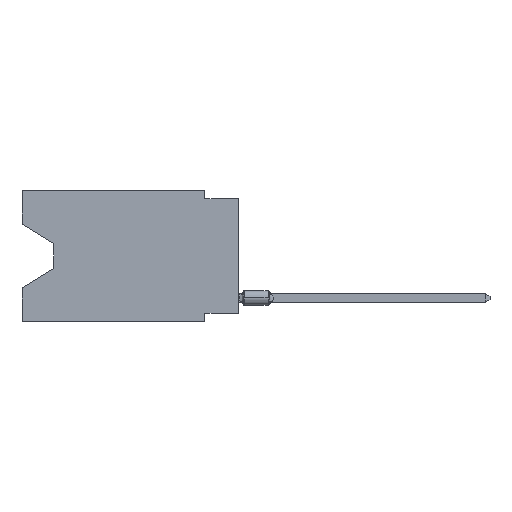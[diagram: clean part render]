
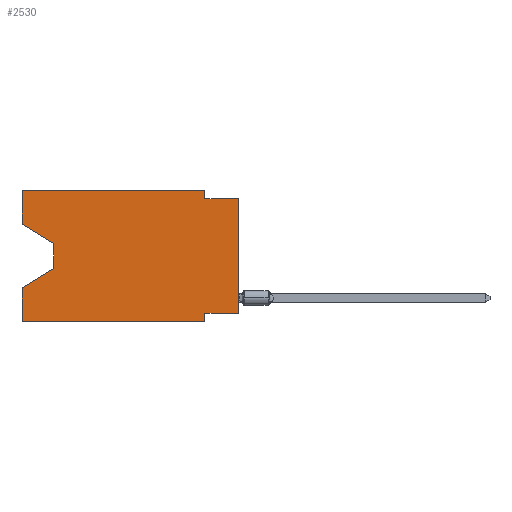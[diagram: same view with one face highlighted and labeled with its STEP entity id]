
A CAD part, left-side view. The second image highlights one B-rep face of the part: STEP entity #2530.
In plain terms, the highlighted planar face has unit normal (-1, 0, 0).
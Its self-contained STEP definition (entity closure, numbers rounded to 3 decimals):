
#642 = LINE ( 'NONE', #28822, #13609 ) ;
#729 = LINE ( 'NONE', #14960, #5538 ) ;
#951 = ORIENTED_EDGE ( 'NONE', *, *, #19478, .T. ) ;
#1028 = DIRECTION ( 'NONE',  ( 0., -1., 0. ) ) ;
#1069 = CARTESIAN_POINT ( 'NONE',  ( 0., 16.383, -2.546 ) ) ;
#1103 = VERTEX_POINT ( 'NONE', #1799 ) ;
#1364 = EDGE_CURVE ( 'NONE', #25353, #7557, #8238, .T. ) ;
#1416 = DIRECTION ( 'NONE',  ( 0., 0., -1. ) ) ;
#1643 = CARTESIAN_POINT ( 'NONE',  ( 0., 0., 0. ) ) ;
#1752 = VECTOR ( 'NONE', #12240, 1000. ) ;
#1799 = CARTESIAN_POINT ( 'NONE',  ( 0., 16.383, -9.906 ) ) ;
#1853 = LINE ( 'NONE', #27083, #18636 ) ;
#2530 = ADVANCED_FACE ( 'NONE', ( #10425 ), #2845, .F. ) ;
#2845 = PLANE ( 'NONE',  #19581 ) ;
#2946 = VERTEX_POINT ( 'NONE', #26715 ) ;
#3076 = VERTEX_POINT ( 'NONE', #4538 ) ;
#3170 = EDGE_CURVE ( 'NONE', #2946, #5883, #642, .T. ) ;
#3176 = EDGE_CURVE ( 'NONE', #1103, #21939, #26178, .T. ) ;
#3200 = LINE ( 'NONE', #7689, #22834 ) ;
#3208 = CARTESIAN_POINT ( 'NONE',  ( 0., 16.383, 0. ) ) ;
#3707 = VERTEX_POINT ( 'NONE', #14524 ) ;
#4105 = EDGE_CURVE ( 'NONE', #7557, #3076, #3200, .T. ) ;
#4538 = CARTESIAN_POINT ( 'NONE',  ( 0., 0., -0.635 ) ) ;
#4612 = CARTESIAN_POINT ( 'NONE',  ( 0., 16.383, -7.36 ) ) ;
#4716 = VERTEX_POINT ( 'NONE', #5591 ) ;
#4892 = ORIENTED_EDGE ( 'NONE', *, *, #27436, .T. ) ;
#5252 = CARTESIAN_POINT ( 'NONE',  ( 0., 13.97, -4.013 ) ) ;
#5310 = ORIENTED_EDGE ( 'NONE', *, *, #4105, .F. ) ;
#5538 = VECTOR ( 'NONE', #18989, 1000. ) ;
#5561 = DIRECTION ( 'NONE',  ( 0., -0.855, -0.519 ) ) ;
#5591 = CARTESIAN_POINT ( 'NONE',  ( 0., 2.54, -9.906 ) ) ;
#5883 = VERTEX_POINT ( 'NONE', #24329 ) ;
#6991 = CARTESIAN_POINT ( 'NONE',  ( 0., 2.54, -9.906 ) ) ;
#7522 = ORIENTED_EDGE ( 'NONE', *, *, #1364, .F. ) ;
#7538 = CARTESIAN_POINT ( 'NONE',  ( 0., 13.97, -5.893 ) ) ;
#7557 = VERTEX_POINT ( 'NONE', #9230 ) ;
#7689 = CARTESIAN_POINT ( 'NONE',  ( 0., 0., -0.635 ) ) ;
#7850 = LINE ( 'NONE', #3208, #12969 ) ;
#8074 = VERTEX_POINT ( 'NONE', #13080 ) ;
#8238 = LINE ( 'NONE', #13181, #26427 ) ;
#9051 = EDGE_CURVE ( 'NONE', #29189, #25353, #7850, .T. ) ;
#9087 = EDGE_CURVE ( 'NONE', #3707, #29189, #729, .T. ) ;
#9230 = CARTESIAN_POINT ( 'NONE',  ( 0., 2.54, -0.635 ) ) ;
#10425 = FACE_OUTER_BOUND ( 'NONE', #23416, .T. ) ;
#12240 = DIRECTION ( 'NONE',  ( 0., 0., 1. ) ) ;
#12957 = VECTOR ( 'NONE', #29518, 1000. ) ;
#12969 = VECTOR ( 'NONE', #21617, 1000. ) ;
#13080 = CARTESIAN_POINT ( 'NONE',  ( 0., 13.97, -5.893 ) ) ;
#13181 = CARTESIAN_POINT ( 'NONE',  ( 0., 2.54, 0. ) ) ;
#13609 = VECTOR ( 'NONE', #19059, 1000. ) ;
#13951 = DIRECTION ( 'NONE',  ( 0., 0., -1. ) ) ;
#14524 = CARTESIAN_POINT ( 'NONE',  ( 0., 16.383, -2.546 ) ) ;
#14960 = CARTESIAN_POINT ( 'NONE',  ( 0., 16.383, 0. ) ) ;
#15039 = EDGE_CURVE ( 'NONE', #20740, #8074, #17210, .T. ) ;
#16706 = VECTOR ( 'NONE', #19700, 1000. ) ;
#17210 = LINE ( 'NONE', #27125, #16706 ) ;
#17311 = LINE ( 'NONE', #1069, #26058 ) ;
#18597 = LINE ( 'NONE', #6991, #29401 ) ;
#18636 = VECTOR ( 'NONE', #20440, 1000. ) ;
#18959 = ORIENTED_EDGE ( 'NONE', *, *, #28321, .F. ) ;
#18989 = DIRECTION ( 'NONE',  ( 0., 0., 1. ) ) ;
#19059 = DIRECTION ( 'NONE',  ( 0., 1., 0. ) ) ;
#19478 = EDGE_CURVE ( 'NONE', #3707, #20740, #17311, .T. ) ;
#19581 = AXIS2_PLACEMENT_3D ( 'NONE', #19880, #28697, #26373 ) ;
#19700 = DIRECTION ( 'NONE',  ( 0., 0., -1. ) ) ;
#19767 = ORIENTED_EDGE ( 'NONE', *, *, #3170, .F. ) ;
#19845 = EDGE_CURVE ( 'NONE', #8074, #21939, #24103, .T. ) ;
#19880 = CARTESIAN_POINT ( 'NONE',  ( 0., 16.383, 0. ) ) ;
#20404 = ORIENTED_EDGE ( 'NONE', *, *, #3176, .F. ) ;
#20440 = DIRECTION ( 'NONE',  ( 0., -1., 0. ) ) ;
#20740 = VERTEX_POINT ( 'NONE', #5252 ) ;
#21307 = DIRECTION ( 'NONE',  ( 0., 0.855, -0.519 ) ) ;
#21530 = CARTESIAN_POINT ( 'NONE',  ( 0., 16.383, 0. ) ) ;
#21617 = DIRECTION ( 'NONE',  ( 0., -1., 0. ) ) ;
#21939 = VERTEX_POINT ( 'NONE', #4612 ) ;
#21973 = CARTESIAN_POINT ( 'NONE',  ( 0., 16.383, 0. ) ) ;
#22619 = ORIENTED_EDGE ( 'NONE', *, *, #15039, .T. ) ;
#22676 = VECTOR ( 'NONE', #21307, 1000. ) ;
#22834 = VECTOR ( 'NONE', #1028, 1000. ) ;
#23416 = EDGE_LOOP ( 'NONE', ( #951, #22619, #23940, #20404, #4892, #18959, #19767, #27159, #5310, #7522, #29703, #26336 ) ) ;
#23940 = ORIENTED_EDGE ( 'NONE', *, *, #19845, .T. ) ;
#24103 = LINE ( 'NONE', #7538, #22676 ) ;
#24329 = CARTESIAN_POINT ( 'NONE',  ( 0., 2.54, -9.271 ) ) ;
#24388 = EDGE_CURVE ( 'NONE', #2946, #3076, #29980, .T. ) ;
#25353 = VERTEX_POINT ( 'NONE', #30021 ) ;
#26058 = VECTOR ( 'NONE', #5561, 1000. ) ;
#26178 = LINE ( 'NONE', #21530, #1752 ) ;
#26336 = ORIENTED_EDGE ( 'NONE', *, *, #9087, .F. ) ;
#26373 = DIRECTION ( 'NONE',  ( 0., 0., -1. ) ) ;
#26427 = VECTOR ( 'NONE', #1416, 1000. ) ;
#26715 = CARTESIAN_POINT ( 'NONE',  ( 0., 0., -9.271 ) ) ;
#27083 = CARTESIAN_POINT ( 'NONE',  ( 0., 16.383, -9.906 ) ) ;
#27125 = CARTESIAN_POINT ( 'NONE',  ( 0., 13.97, -4.013 ) ) ;
#27159 = ORIENTED_EDGE ( 'NONE', *, *, #24388, .T. ) ;
#27436 = EDGE_CURVE ( 'NONE', #1103, #4716, #1853, .T. ) ;
#28321 = EDGE_CURVE ( 'NONE', #5883, #4716, #18597, .T. ) ;
#28697 = DIRECTION ( 'NONE',  ( 1., 0., 0. ) ) ;
#28822 = CARTESIAN_POINT ( 'NONE',  ( 0., 0., -9.271 ) ) ;
#29189 = VERTEX_POINT ( 'NONE', #21973 ) ;
#29401 = VECTOR ( 'NONE', #13951, 1000. ) ;
#29518 = DIRECTION ( 'NONE',  ( 0., 0., 1. ) ) ;
#29703 = ORIENTED_EDGE ( 'NONE', *, *, #9051, .F. ) ;
#29980 = LINE ( 'NONE', #1643, #12957 ) ;
#30021 = CARTESIAN_POINT ( 'NONE',  ( 0., 2.54, 0. ) ) ;
